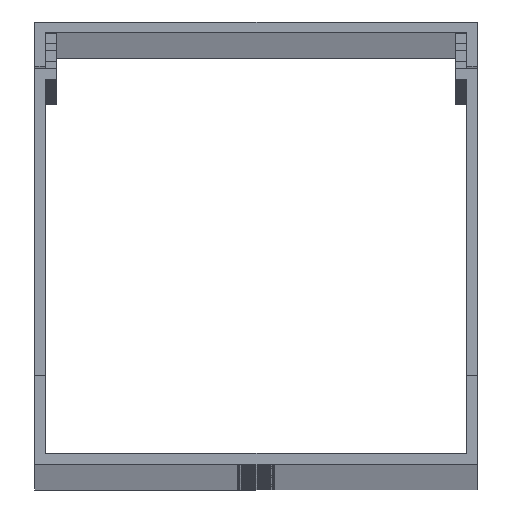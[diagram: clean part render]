
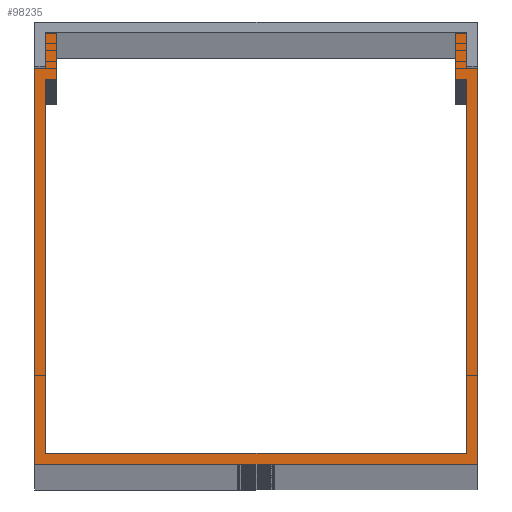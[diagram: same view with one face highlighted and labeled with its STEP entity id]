
A CAD part, top view. The second image highlights one B-rep face of the part: STEP entity #98235.
In plain terms, the highlighted planar face has unit normal (0, 0, 1).
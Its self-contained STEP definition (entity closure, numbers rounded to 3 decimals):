
#4107 = CARTESIAN_POINT ( 'NONE',  ( 30., 53.75, 1000. ) ) ;
#6010 = LINE ( 'NONE', #157104, #135664 ) ;
#6255 = VECTOR ( 'NONE', #164696, 1000. ) ;
#9489 = EDGE_CURVE ( 'NONE', #151440, #29350, #95832, .T. ) ;
#10066 = VECTOR ( 'NONE', #63773, 1000. ) ;
#10379 = ORIENTED_EDGE ( 'NONE', *, *, #110054, .T. ) ;
#10890 = EDGE_CURVE ( 'NONE', #144763, #215806, #63350, .T. ) ;
#12063 = DIRECTION ( 'NONE',  ( 1., 0., 0. ) ) ;
#13484 = VERTEX_POINT ( 'NONE', #178979 ) ;
#16127 = CARTESIAN_POINT ( 'NONE',  ( -30., 53.75, 1000. ) ) ;
#16899 = VECTOR ( 'NONE', #38172, 1000. ) ;
#17140 = CARTESIAN_POINT ( 'NONE',  ( 30., 0., 1000. ) ) ;
#17197 = DIRECTION ( 'NONE',  ( -1., 0., 0. ) ) ;
#21648 = CARTESIAN_POINT ( 'NONE',  ( -27., 58.4, 1000. ) ) ;
#22203 = LINE ( 'NONE', #189553, #16899 ) ;
#22643 = DIRECTION ( 'NONE',  ( 1., 0., 0. ) ) ;
#23614 = DIRECTION ( 'NONE',  ( 0., -1., 0. ) ) ;
#24317 = CARTESIAN_POINT ( 'NONE',  ( -28.5, 53.75, 1000. ) ) ;
#28571 = VERTEX_POINT ( 'NONE', #36686 ) ;
#28996 = VECTOR ( 'NONE', #88413, 1000. ) ;
#29350 = VERTEX_POINT ( 'NONE', #213689 ) ;
#33473 = EDGE_CURVE ( 'NONE', #185646, #212311, #82339, .T. ) ;
#33664 = CARTESIAN_POINT ( 'NONE',  ( -28.5, 1.5, 1000. ) ) ;
#34826 = VECTOR ( 'NONE', #186735, 1000. ) ;
#36686 = CARTESIAN_POINT ( 'NONE',  ( 30., 0., 1000. ) ) ;
#37299 = VECTOR ( 'NONE', #210813, 1000. ) ;
#37423 = CARTESIAN_POINT ( 'NONE',  ( -28.5, 52.25, 1000. ) ) ;
#38172 = DIRECTION ( 'NONE',  ( 0., -1., 0. ) ) ;
#39611 = CARTESIAN_POINT ( 'NONE',  ( 28.5, 58.4, 1000. ) ) ;
#41305 = DIRECTION ( 'NONE',  ( 0., -1., 0. ) ) ;
#41746 = CARTESIAN_POINT ( 'NONE',  ( -27., 52.25, 1000. ) ) ;
#42525 = CARTESIAN_POINT ( 'NONE',  ( 28.5, 53.75, 1000. ) ) ;
#45361 = CARTESIAN_POINT ( 'NONE',  ( -27., 52.25, 1000. ) ) ;
#46985 = VECTOR ( 'NONE', #198388, 1000. ) ;
#50798 = VECTOR ( 'NONE', #41305, 1000. ) ;
#50949 = LINE ( 'NONE', #39611, #180468 ) ;
#56227 = EDGE_CURVE ( 'NONE', #175308, #185646, #66548, .T. ) ;
#57596 = CARTESIAN_POINT ( 'NONE',  ( -30., 0., 1000. ) ) ;
#62325 = PLANE ( 'NONE',  #114883 ) ;
#63350 = LINE ( 'NONE', #4107, #28996 ) ;
#63773 = DIRECTION ( 'NONE',  ( 0., 1., 0. ) ) ;
#64615 = CARTESIAN_POINT ( 'NONE',  ( 27., 58.4, 1000. ) ) ;
#64720 = CARTESIAN_POINT ( 'NONE',  ( 28.5, 58.4, 1000. ) ) ;
#64881 = EDGE_CURVE ( 'NONE', #137964, #151440, #162185, .T. ) ;
#65451 = EDGE_CURVE ( 'NONE', #28571, #144763, #186985, .T. ) ;
#65643 = FACE_OUTER_BOUND ( 'NONE', #97451, .T. ) ;
#66548 = LINE ( 'NONE', #118650, #106223 ) ;
#67548 = EDGE_CURVE ( 'NONE', #162894, #91250, #196593, .T. ) ;
#72351 = VECTOR ( 'NONE', #196944, 1000. ) ;
#77177 = CARTESIAN_POINT ( 'NONE',  ( 28.5, 1.5, 1000. ) ) ;
#77179 = VECTOR ( 'NONE', #212211, 1000. ) ;
#79846 = LINE ( 'NONE', #203059, #34826 ) ;
#82339 = LINE ( 'NONE', #41746, #37299 ) ;
#87894 = ORIENTED_EDGE ( 'NONE', *, *, #177847, .T. ) ;
#88413 = DIRECTION ( 'NONE',  ( -1., 0., 0. ) ) ;
#90939 = CARTESIAN_POINT ( 'NONE',  ( 28.5, 1.5, 1000. ) ) ;
#91250 = VERTEX_POINT ( 'NONE', #90939 ) ;
#91978 = LINE ( 'NONE', #197659, #46985 ) ;
#95832 = LINE ( 'NONE', #24317, #50798 ) ;
#96599 = ORIENTED_EDGE ( 'NONE', *, *, #65451, .T. ) ;
#97451 = EDGE_LOOP ( 'NONE', ( #172101, #87894, #206899, #96599, #120539, #99978, #174002, #10379, #169129, #210326, #110238, #134618, #163756, #145545, #164133, #143401 ) ) ;
#98235 = ADVANCED_FACE ( 'NONE', ( #65643 ), #62325, .T. ) ;
#98281 = EDGE_CURVE ( 'NONE', #215806, #155223, #189768, .T. ) ;
#99978 = ORIENTED_EDGE ( 'NONE', *, *, #98281, .T. ) ;
#106223 = VECTOR ( 'NONE', #134905, 1000. ) ;
#110054 = EDGE_CURVE ( 'NONE', #123635, #195052, #22203, .T. ) ;
#110238 = ORIENTED_EDGE ( 'NONE', *, *, #171952, .T. ) ;
#113368 = DIRECTION ( 'NONE',  ( 0., 0., 1. ) ) ;
#114883 = AXIS2_PLACEMENT_3D ( 'NONE', #214406, #113368, #12063 ) ;
#116672 = VERTEX_POINT ( 'NONE', #16127 ) ;
#118650 = CARTESIAN_POINT ( 'NONE',  ( -28.5, 1.5, 1000. ) ) ;
#120539 = ORIENTED_EDGE ( 'NONE', *, *, #10890, .T. ) ;
#123635 = VERTEX_POINT ( 'NONE', #64615 ) ;
#127358 = EDGE_CURVE ( 'NONE', #29350, #116672, #218124, .T. ) ;
#128408 = VECTOR ( 'NONE', #17197, 1000. ) ;
#130814 = CARTESIAN_POINT ( 'NONE',  ( 28.5, 12.245, 1000. ) ) ;
#134618 = ORIENTED_EDGE ( 'NONE', *, *, #56227, .T. ) ;
#134750 = CARTESIAN_POINT ( 'NONE',  ( -30., 53.75, 1000. ) ) ;
#134905 = DIRECTION ( 'NONE',  ( 0., 1., 0. ) ) ;
#135664 = VECTOR ( 'NONE', #22643, 1000. ) ;
#136930 = VECTOR ( 'NONE', #152374, 1000. ) ;
#137964 = VERTEX_POINT ( 'NONE', #21648 ) ;
#139140 = EDGE_CURVE ( 'NONE', #13484, #28571, #6010, .T. ) ;
#139143 = EDGE_CURVE ( 'NONE', #155223, #123635, #50949, .T. ) ;
#140870 = DIRECTION ( 'NONE',  ( -1., 0., 0. ) ) ;
#143401 = ORIENTED_EDGE ( 'NONE', *, *, #9489, .T. ) ;
#144763 = VERTEX_POINT ( 'NONE', #171219 ) ;
#145545 = ORIENTED_EDGE ( 'NONE', *, *, #155169, .T. ) ;
#148607 = LINE ( 'NONE', #57596, #193403 ) ;
#151440 = VERTEX_POINT ( 'NONE', #207214 ) ;
#152374 = DIRECTION ( 'NONE',  ( 0., 1., 0. ) ) ;
#155169 = EDGE_CURVE ( 'NONE', #212311, #137964, #91978, .T. ) ;
#155223 = VERTEX_POINT ( 'NONE', #64720 ) ;
#157104 = CARTESIAN_POINT ( 'NONE',  ( 30., 0., 1000. ) ) ;
#161659 = LINE ( 'NONE', #77177, #77179 ) ;
#162185 = LINE ( 'NONE', #213169, #72351 ) ;
#162894 = VERTEX_POINT ( 'NONE', #206924 ) ;
#163756 = ORIENTED_EDGE ( 'NONE', *, *, #33473, .T. ) ;
#164133 = ORIENTED_EDGE ( 'NONE', *, *, #64881, .T. ) ;
#164696 = DIRECTION ( 'NONE',  ( 0., -1., 0. ) ) ;
#169129 = ORIENTED_EDGE ( 'NONE', *, *, #211630, .T. ) ;
#171219 = CARTESIAN_POINT ( 'NONE',  ( 30., 53.75, 1000. ) ) ;
#171952 = EDGE_CURVE ( 'NONE', #91250, #175308, #161659, .T. ) ;
#172101 = ORIENTED_EDGE ( 'NONE', *, *, #127358, .T. ) ;
#174002 = ORIENTED_EDGE ( 'NONE', *, *, #139143, .T. ) ;
#175308 = VERTEX_POINT ( 'NONE', #33664 ) ;
#177847 = EDGE_CURVE ( 'NONE', #116672, #13484, #148607, .T. ) ;
#178979 = CARTESIAN_POINT ( 'NONE',  ( -30., 0., 1000. ) ) ;
#180468 = VECTOR ( 'NONE', #140870, 1000. ) ;
#181193 = CARTESIAN_POINT ( 'NONE',  ( 28.5, 53.75, 1000. ) ) ;
#185646 = VERTEX_POINT ( 'NONE', #37423 ) ;
#186735 = DIRECTION ( 'NONE',  ( 1., 0., 0. ) ) ;
#186985 = LINE ( 'NONE', #17140, #136930 ) ;
#189553 = CARTESIAN_POINT ( 'NONE',  ( 27., 58.4, 1000. ) ) ;
#189768 = LINE ( 'NONE', #181193, #10066 ) ;
#193403 = VECTOR ( 'NONE', #23614, 1000. ) ;
#195052 = VERTEX_POINT ( 'NONE', #209239 ) ;
#196593 = LINE ( 'NONE', #130814, #6255 ) ;
#196944 = DIRECTION ( 'NONE',  ( -1., 0., 0. ) ) ;
#197659 = CARTESIAN_POINT ( 'NONE',  ( -27., 58.4, 1000. ) ) ;
#198388 = DIRECTION ( 'NONE',  ( 0., 1., 0. ) ) ;
#203059 = CARTESIAN_POINT ( 'NONE',  ( 27., 52.25, 1000. ) ) ;
#206899 = ORIENTED_EDGE ( 'NONE', *, *, #139140, .T. ) ;
#206924 = CARTESIAN_POINT ( 'NONE',  ( 28.5, 52.25, 1000. ) ) ;
#207214 = CARTESIAN_POINT ( 'NONE',  ( -28.5, 58.4, 1000. ) ) ;
#209239 = CARTESIAN_POINT ( 'NONE',  ( 27., 52.25, 1000. ) ) ;
#210326 = ORIENTED_EDGE ( 'NONE', *, *, #67548, .T. ) ;
#210813 = DIRECTION ( 'NONE',  ( 1., 0., 0. ) ) ;
#211630 = EDGE_CURVE ( 'NONE', #195052, #162894, #79846, .T. ) ;
#212211 = DIRECTION ( 'NONE',  ( -1., 0., 0. ) ) ;
#212311 = VERTEX_POINT ( 'NONE', #45361 ) ;
#213169 = CARTESIAN_POINT ( 'NONE',  ( -28.5, 58.4, 1000. ) ) ;
#213689 = CARTESIAN_POINT ( 'NONE',  ( -28.5, 53.75, 1000. ) ) ;
#214406 = CARTESIAN_POINT ( 'NONE',  ( -28.5, 53.75, 1000. ) ) ;
#215806 = VERTEX_POINT ( 'NONE', #42525 ) ;
#218124 = LINE ( 'NONE', #134750, #128408 ) ;
